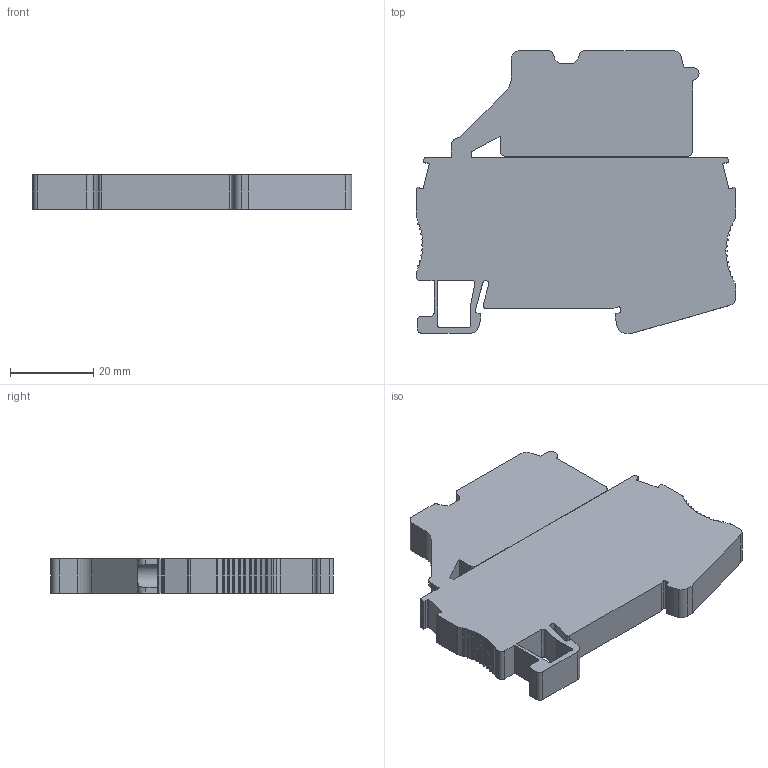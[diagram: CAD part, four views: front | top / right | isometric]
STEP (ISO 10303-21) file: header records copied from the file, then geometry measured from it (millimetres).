
FILE_DESCRIPTION((''),'2;1');
FILE_NAME('PRT0001','2021-05-08T',('ASUS'),(''),'PRO/ENGINEER BY PARAMETRIC TECHNOLOGY CORPORATION, 2013230','PRO/ENGINEER BY PARAMETRIC TECHNOLOGY CORPORATION, 2013230','');
FILE_SCHEMA(('CONFIG_CONTROL_DESIGN'));
Length unit declared in the file: millimetre
Products named in the file (1): PRT0001
Bounding box: 76.6 x 67.7 x 8.2 mm (x, y, z)
Volume: 31620.4 mm3; surface area: 12076.6 mm2
Topology: 1 solids, 1 shells, 198 faces, 585 edges, 390 vertices
Faces by surface type: plane 111, cylinder 87
Entity records: 6701 total; most frequent: CARTESIAN_POINT 1196, ORIENTED_EDGE 1170, DIRECTION 1151, EDGE_CURVE 585, VECTOR 409, LINE 409, VERTEX_POINT 390, AXIS2_PLACEMENT_3D 371
